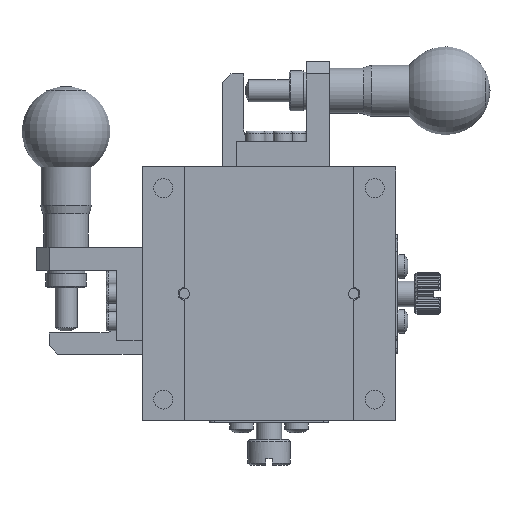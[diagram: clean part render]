
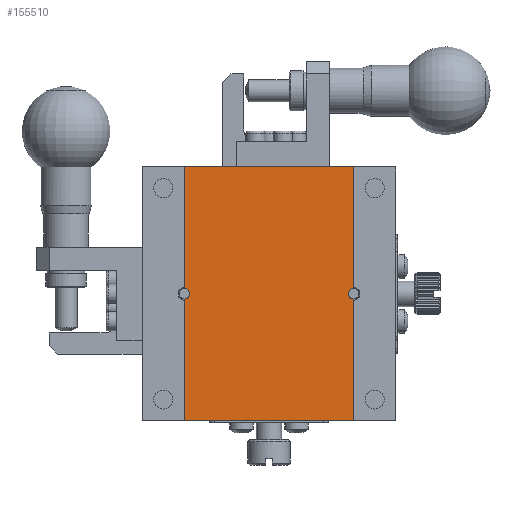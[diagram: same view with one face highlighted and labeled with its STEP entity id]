
A CAD part, front view. The second image highlights one B-rep face of the part: STEP entity #155510.
In plain terms, the highlighted planar face has unit normal (0, -1, 0).
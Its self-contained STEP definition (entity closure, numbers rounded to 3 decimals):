
#1511 = AXIS2_PLACEMENT_3D ( 'NONE', #106187, #92112, #79799 ) ;
#4830 = VERTEX_POINT ( 'NONE', #113953 ) ;
#5635 = VERTEX_POINT ( 'NONE', #88908 ) ;
#6303 = CIRCLE ( 'NONE', #115933, 1.23 ) ;
#6386 = ORIENTED_EDGE ( 'NONE', *, *, #140561, .F. ) ;
#8992 = EDGE_CURVE ( 'NONE', #82128, #49053, #16271, .T. ) ;
#9286 = DIRECTION ( 'NONE',  ( -1., 0., 0. ) ) ;
#10887 = DIRECTION ( 'NONE',  ( 0., 0., 1. ) ) ;
#14139 = ORIENTED_EDGE ( 'NONE', *, *, #43182, .F. ) ;
#15330 = DIRECTION ( 'NONE',  ( 1., 0., 0. ) ) ;
#15777 = CARTESIAN_POINT ( 'NONE',  ( 50., 0.5, -28.77 ) ) ;
#16271 = CIRCLE ( 'NONE', #168086, 1.23 ) ;
#16794 = DIRECTION ( 'NONE',  ( 0., -1., 0. ) ) ;
#17523 = ORIENTED_EDGE ( 'NONE', *, *, #117103, .F. ) ;
#18263 = VECTOR ( 'NONE', #15330, 1000. ) ;
#24297 = PLANE ( 'NONE',  #1511 ) ;
#34129 = ORIENTED_EDGE ( 'NONE', *, *, #160281, .F. ) ;
#36025 = EDGE_LOOP ( 'NONE', ( #173701, #139879, #6386, #90460, #14139, #34129, #17523, #66256 ) ) ;
#36648 = DIRECTION ( 'NONE',  ( 0., 0., -1. ) ) ;
#38366 = EDGE_CURVE ( 'NONE', #137664, #118484, #6303, .T. ) ;
#43182 = EDGE_CURVE ( 'NONE', #5635, #137664, #74356, .T. ) ;
#49053 = VERTEX_POINT ( 'NONE', #133241 ) ;
#64932 = CARTESIAN_POINT ( 'NONE',  ( 50., 0.5, 0. ) ) ;
#66256 = ORIENTED_EDGE ( 'NONE', *, *, #8992, .F. ) ;
#71232 = CARTESIAN_POINT ( 'NONE',  ( 50., 0.5, 0. ) ) ;
#74356 = LINE ( 'NONE', #89314, #141426 ) ;
#75228 = DIRECTION ( 'NONE',  ( 0., 0., 1. ) ) ;
#76562 = VERTEX_POINT ( 'NONE', #64932 ) ;
#77967 = CARTESIAN_POINT ( 'NONE',  ( 0., 0.5, -60. ) ) ;
#79799 = DIRECTION ( 'NONE',  ( 0., 0., 1. ) ) ;
#82128 = VERTEX_POINT ( 'NONE', #15777 ) ;
#88908 = CARTESIAN_POINT ( 'NONE',  ( 10., 0.5, -60. ) ) ;
#89314 = CARTESIAN_POINT ( 'NONE',  ( 10., 0.5, 0. ) ) ;
#90460 = ORIENTED_EDGE ( 'NONE', *, *, #38366, .F. ) ;
#92112 = DIRECTION ( 'NONE',  ( 0., 1., 0. ) ) ;
#94558 = VECTOR ( 'NONE', #9286, 1000. ) ;
#95466 = LINE ( 'NONE', #137639, #18263 ) ;
#95577 = CARTESIAN_POINT ( 'NONE',  ( 10., 0.5, -31.23 ) ) ;
#96810 = LINE ( 'NONE', #71232, #154103 ) ;
#97804 = CARTESIAN_POINT ( 'NONE',  ( 10., 0.5, -30. ) ) ;
#97806 = VECTOR ( 'NONE', #122326, 1000. ) ;
#102488 = CARTESIAN_POINT ( 'NONE',  ( 10., 0.5, 0. ) ) ;
#106187 = CARTESIAN_POINT ( 'NONE',  ( 0., 0.5, 0. ) ) ;
#113953 = CARTESIAN_POINT ( 'NONE',  ( 50., 0.5, -60. ) ) ;
#115933 = AXIS2_PLACEMENT_3D ( 'NONE', #97804, #16794, #136493 ) ;
#116562 = LINE ( 'NONE', #102488, #118801 ) ;
#117103 = EDGE_CURVE ( 'NONE', #49053, #4830, #124056, .T. ) ;
#118427 = LINE ( 'NONE', #77967, #94558 ) ;
#118484 = VERTEX_POINT ( 'NONE', #160684 ) ;
#118524 = DIRECTION ( 'NONE',  ( 0., -1., 0. ) ) ;
#118801 = VECTOR ( 'NONE', #75228, 1000. ) ;
#122326 = DIRECTION ( 'NONE',  ( 0., 0., -1. ) ) ;
#124056 = LINE ( 'NONE', #125801, #97806 ) ;
#125801 = CARTESIAN_POINT ( 'NONE',  ( 50., 0.5, 0. ) ) ;
#125932 = EDGE_CURVE ( 'NONE', #76562, #82128, #96810, .T. ) ;
#133241 = CARTESIAN_POINT ( 'NONE',  ( 50., 0.5, -31.23 ) ) ;
#136493 = DIRECTION ( 'NONE',  ( 0., 0., -1. ) ) ;
#137639 = CARTESIAN_POINT ( 'NONE',  ( 0., 0.5, 0. ) ) ;
#137664 = VERTEX_POINT ( 'NONE', #95577 ) ;
#138101 = DIRECTION ( 'NONE',  ( 0., 0., -1. ) ) ;
#139879 = ORIENTED_EDGE ( 'NONE', *, *, #153923, .F. ) ;
#140561 = EDGE_CURVE ( 'NONE', #118484, #170173, #116562, .T. ) ;
#141426 = VECTOR ( 'NONE', #10887, 1000. ) ;
#146664 = FACE_OUTER_BOUND ( 'NONE', #36025, .T. ) ;
#153923 = EDGE_CURVE ( 'NONE', #170173, #76562, #95466, .T. ) ;
#154103 = VECTOR ( 'NONE', #138101, 1000. ) ;
#155510 = ADVANCED_FACE ( 'NONE', ( #146664 ), #24297, .F. ) ;
#160281 = EDGE_CURVE ( 'NONE', #4830, #5635, #118427, .T. ) ;
#160684 = CARTESIAN_POINT ( 'NONE',  ( 10., 0.5, -28.77 ) ) ;
#166916 = CARTESIAN_POINT ( 'NONE',  ( 10., 0.5, 0. ) ) ;
#168086 = AXIS2_PLACEMENT_3D ( 'NONE', #173958, #118524, #36648 ) ;
#170173 = VERTEX_POINT ( 'NONE', #166916 ) ;
#173701 = ORIENTED_EDGE ( 'NONE', *, *, #125932, .F. ) ;
#173958 = CARTESIAN_POINT ( 'NONE',  ( 50., 0.5, -30. ) ) ;
